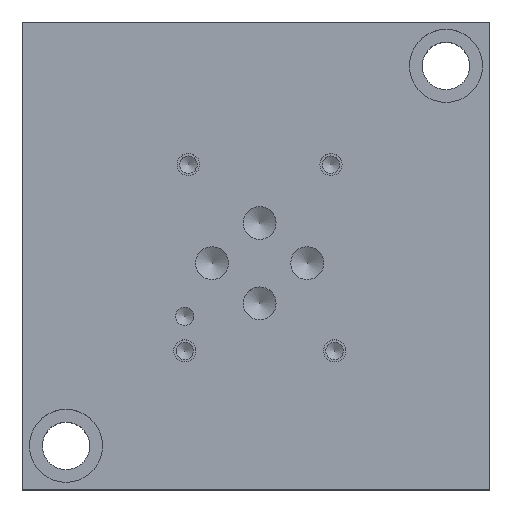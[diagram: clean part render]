
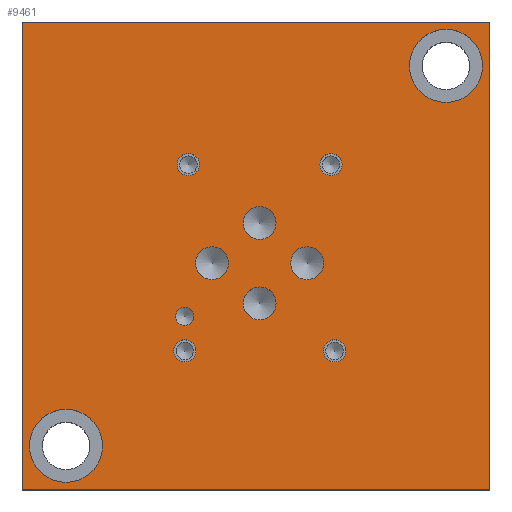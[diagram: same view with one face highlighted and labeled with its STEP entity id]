
A CAD part, top view. The second image highlights one B-rep face of the part: STEP entity #9461.
In plain terms, the highlighted planar face has unit normal (0, 0, 1).
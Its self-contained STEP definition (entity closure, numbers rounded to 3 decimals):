
#157=CIRCLE('',#9865,7.938);
#158=CIRCLE('',#9866,7.938);
#163=CIRCLE('',#9874,7.938);
#164=CIRCLE('',#9875,7.938);
#168=CIRCLE('',#9882,3.569);
#169=CIRCLE('',#9883,3.569);
#172=CIRCLE('',#9888,3.569);
#173=CIRCLE('',#9889,3.569);
#176=CIRCLE('',#9894,3.569);
#177=CIRCLE('',#9895,3.569);
#180=CIRCLE('',#9900,3.569);
#181=CIRCLE('',#9901,3.569);
#184=CIRCLE('',#9906,1.981);
#185=CIRCLE('',#9907,1.981);
#191=CIRCLE('',#9916,2.413);
#192=CIRCLE('',#9917,2.413);
#198=CIRCLE('',#9927,2.413);
#199=CIRCLE('',#9928,2.413);
#205=CIRCLE('',#9938,2.413);
#206=CIRCLE('',#9939,2.413);
#212=CIRCLE('',#9949,2.413);
#213=CIRCLE('',#9950,2.413);
#265=FACE_BOUND('',#1699,.T.);
#266=FACE_BOUND('',#1700,.T.);
#267=FACE_BOUND('',#1701,.T.);
#268=FACE_BOUND('',#1702,.T.);
#269=FACE_BOUND('',#1703,.T.);
#270=FACE_BOUND('',#1704,.T.);
#271=FACE_BOUND('',#1705,.T.);
#272=FACE_BOUND('',#1706,.T.);
#273=FACE_BOUND('',#1707,.T.);
#274=FACE_BOUND('',#1708,.T.);
#275=FACE_BOUND('',#1709,.T.);
#1167=FACE_OUTER_BOUND('',#1698,.T.);
#1698=EDGE_LOOP('',(#8281,#8282,#8283,#8284));
#1699=EDGE_LOOP('',(#8285,#8286));
#1700=EDGE_LOOP('',(#8287,#8288));
#1701=EDGE_LOOP('',(#8289,#8290));
#1702=EDGE_LOOP('',(#8291,#8292));
#1703=EDGE_LOOP('',(#8293,#8294));
#1704=EDGE_LOOP('',(#8295,#8296));
#1705=EDGE_LOOP('',(#8297,#8298));
#1706=EDGE_LOOP('',(#8299,#8300));
#1707=EDGE_LOOP('',(#8301,#8302));
#1708=EDGE_LOOP('',(#8303,#8304));
#1709=EDGE_LOOP('',(#8305,#8306));
#2026=LINE('',#14276,#2921);
#2506=LINE('',#15769,#3401);
#2542=LINE('',#15846,#3437);
#2607=LINE('',#16271,#3502);
#2921=VECTOR('',#10431,10.);
#3401=VECTOR('',#11253,10.);
#3437=VECTOR('',#11319,10.);
#3502=VECTOR('',#11810,10.);
#3855=VERTEX_POINT('',#14273);
#3856=VERTEX_POINT('',#14275);
#4218=VERTEX_POINT('',#15768);
#4244=VERTEX_POINT('',#15845);
#4326=VERTEX_POINT('',#16088);
#4327=VERTEX_POINT('',#16089);
#4332=VERTEX_POINT('',#16105);
#4333=VERTEX_POINT('',#16106);
#4338=VERTEX_POINT('',#16122);
#4339=VERTEX_POINT('',#16123);
#4343=VERTEX_POINT('',#16135);
#4344=VERTEX_POINT('',#16136);
#4348=VERTEX_POINT('',#16148);
#4349=VERTEX_POINT('',#16149);
#4353=VERTEX_POINT('',#16161);
#4354=VERTEX_POINT('',#16162);
#4358=VERTEX_POINT('',#16174);
#4359=VERTEX_POINT('',#16175);
#4366=VERTEX_POINT('',#16194);
#4367=VERTEX_POINT('',#16195);
#4374=VERTEX_POINT('',#16216);
#4375=VERTEX_POINT('',#16217);
#4382=VERTEX_POINT('',#16238);
#4383=VERTEX_POINT('',#16239);
#4390=VERTEX_POINT('',#16260);
#4391=VERTEX_POINT('',#16261);
#4919=EDGE_CURVE('',#3856,#3855,#2026,.T.);
#5461=EDGE_CURVE('',#4218,#3856,#2506,.T.);
#5499=EDGE_CURVE('',#4244,#4218,#2542,.T.);
#5614=EDGE_CURVE('',#4326,#4327,#157,.T.);
#5615=EDGE_CURVE('',#4327,#4326,#158,.T.);
#5622=EDGE_CURVE('',#4332,#4333,#163,.T.);
#5623=EDGE_CURVE('',#4333,#4332,#164,.T.);
#5630=EDGE_CURVE('',#4338,#4339,#168,.T.);
#5631=EDGE_CURVE('',#4339,#4338,#169,.T.);
#5636=EDGE_CURVE('',#4343,#4344,#172,.T.);
#5637=EDGE_CURVE('',#4344,#4343,#173,.T.);
#5642=EDGE_CURVE('',#4348,#4349,#176,.T.);
#5643=EDGE_CURVE('',#4349,#4348,#177,.T.);
#5648=EDGE_CURVE('',#4353,#4354,#180,.T.);
#5649=EDGE_CURVE('',#4354,#4353,#181,.T.);
#5654=EDGE_CURVE('',#4358,#4359,#184,.T.);
#5655=EDGE_CURVE('',#4359,#4358,#185,.T.);
#5663=EDGE_CURVE('',#4366,#4367,#191,.T.);
#5664=EDGE_CURVE('',#4367,#4366,#192,.T.);
#5673=EDGE_CURVE('',#4374,#4375,#198,.T.);
#5674=EDGE_CURVE('',#4375,#4374,#199,.T.);
#5683=EDGE_CURVE('',#4382,#4383,#205,.T.);
#5684=EDGE_CURVE('',#4383,#4382,#206,.T.);
#5693=EDGE_CURVE('',#4390,#4391,#212,.T.);
#5694=EDGE_CURVE('',#4391,#4390,#213,.T.);
#5698=EDGE_CURVE('',#3855,#4244,#2607,.T.);
#8281=ORIENTED_EDGE('',*,*,#4919,.T.);
#8282=ORIENTED_EDGE('',*,*,#5698,.T.);
#8283=ORIENTED_EDGE('',*,*,#5499,.T.);
#8284=ORIENTED_EDGE('',*,*,#5461,.T.);
#8285=ORIENTED_EDGE('',*,*,#5614,.T.);
#8286=ORIENTED_EDGE('',*,*,#5615,.T.);
#8287=ORIENTED_EDGE('',*,*,#5622,.T.);
#8288=ORIENTED_EDGE('',*,*,#5623,.T.);
#8289=ORIENTED_EDGE('',*,*,#5630,.T.);
#8290=ORIENTED_EDGE('',*,*,#5631,.T.);
#8291=ORIENTED_EDGE('',*,*,#5636,.T.);
#8292=ORIENTED_EDGE('',*,*,#5637,.T.);
#8293=ORIENTED_EDGE('',*,*,#5642,.T.);
#8294=ORIENTED_EDGE('',*,*,#5643,.T.);
#8295=ORIENTED_EDGE('',*,*,#5648,.T.);
#8296=ORIENTED_EDGE('',*,*,#5649,.T.);
#8297=ORIENTED_EDGE('',*,*,#5654,.T.);
#8298=ORIENTED_EDGE('',*,*,#5655,.T.);
#8299=ORIENTED_EDGE('',*,*,#5663,.T.);
#8300=ORIENTED_EDGE('',*,*,#5664,.T.);
#8301=ORIENTED_EDGE('',*,*,#5673,.T.);
#8302=ORIENTED_EDGE('',*,*,#5674,.T.);
#8303=ORIENTED_EDGE('',*,*,#5683,.T.);
#8304=ORIENTED_EDGE('',*,*,#5684,.T.);
#8305=ORIENTED_EDGE('',*,*,#5693,.T.);
#8306=ORIENTED_EDGE('',*,*,#5694,.T.);
#8592=PLANE('',#9956);
#9461=ADVANCED_FACE('',(#1167,#265,#266,#267,#268,#269,#270,#271,#272,#273,
#274,#275),#8592,.T.);
#9865=AXIS2_PLACEMENT_3D('',#16090,#11603,#11604);
#9866=AXIS2_PLACEMENT_3D('',#16091,#11605,#11606);
#9874=AXIS2_PLACEMENT_3D('',#16107,#11623,#11624);
#9875=AXIS2_PLACEMENT_3D('',#16108,#11625,#11626);
#9882=AXIS2_PLACEMENT_3D('',#16124,#11642,#11643);
#9883=AXIS2_PLACEMENT_3D('',#16125,#11644,#11645);
#9888=AXIS2_PLACEMENT_3D('',#16137,#11656,#11657);
#9889=AXIS2_PLACEMENT_3D('',#16138,#11658,#11659);
#9894=AXIS2_PLACEMENT_3D('',#16150,#11670,#11671);
#9895=AXIS2_PLACEMENT_3D('',#16151,#11672,#11673);
#9900=AXIS2_PLACEMENT_3D('',#16163,#11684,#11685);
#9901=AXIS2_PLACEMENT_3D('',#16164,#11686,#11687);
#9906=AXIS2_PLACEMENT_3D('',#16176,#11698,#11699);
#9907=AXIS2_PLACEMENT_3D('',#16177,#11700,#11701);
#9916=AXIS2_PLACEMENT_3D('',#16196,#11720,#11721);
#9917=AXIS2_PLACEMENT_3D('',#16197,#11722,#11723);
#9927=AXIS2_PLACEMENT_3D('',#16218,#11745,#11746);
#9928=AXIS2_PLACEMENT_3D('',#16219,#11747,#11748);
#9938=AXIS2_PLACEMENT_3D('',#16240,#11770,#11771);
#9939=AXIS2_PLACEMENT_3D('',#16241,#11772,#11773);
#9949=AXIS2_PLACEMENT_3D('',#16262,#11795,#11796);
#9950=AXIS2_PLACEMENT_3D('',#16263,#11797,#11798);
#9956=AXIS2_PLACEMENT_3D('',#16273,#11813,#11814);
#10431=DIRECTION('',(1.,0.,0.));
#11253=DIRECTION('',(0.,-1.,0.));
#11319=DIRECTION('',(-1.,0.,0.));
#11603=DIRECTION('center_axis',(0.,0.,-1.));
#11604=DIRECTION('ref_axis',(1.,0.,0.));
#11605=DIRECTION('center_axis',(0.,0.,-1.));
#11606=DIRECTION('ref_axis',(1.,0.,0.));
#11623=DIRECTION('center_axis',(0.,0.,-1.));
#11624=DIRECTION('ref_axis',(1.,0.,0.));
#11625=DIRECTION('center_axis',(0.,0.,-1.));
#11626=DIRECTION('ref_axis',(1.,0.,0.));
#11642=DIRECTION('center_axis',(0.,0.,-1.));
#11643=DIRECTION('ref_axis',(1.,0.,0.));
#11644=DIRECTION('center_axis',(0.,0.,-1.));
#11645=DIRECTION('ref_axis',(1.,0.,0.));
#11656=DIRECTION('center_axis',(0.,0.,-1.));
#11657=DIRECTION('ref_axis',(1.,0.,0.));
#11658=DIRECTION('center_axis',(0.,0.,-1.));
#11659=DIRECTION('ref_axis',(1.,0.,0.));
#11670=DIRECTION('center_axis',(0.,0.,-1.));
#11671=DIRECTION('ref_axis',(1.,0.,0.));
#11672=DIRECTION('center_axis',(0.,0.,-1.));
#11673=DIRECTION('ref_axis',(1.,0.,0.));
#11684=DIRECTION('center_axis',(0.,0.,-1.));
#11685=DIRECTION('ref_axis',(1.,0.,0.));
#11686=DIRECTION('center_axis',(0.,0.,-1.));
#11687=DIRECTION('ref_axis',(1.,0.,0.));
#11698=DIRECTION('center_axis',(0.,0.,-1.));
#11699=DIRECTION('ref_axis',(1.,0.,0.));
#11700=DIRECTION('center_axis',(0.,0.,-1.));
#11701=DIRECTION('ref_axis',(1.,0.,0.));
#11720=DIRECTION('center_axis',(0.,0.,-1.));
#11721=DIRECTION('ref_axis',(1.,0.,0.));
#11722=DIRECTION('center_axis',(0.,0.,-1.));
#11723=DIRECTION('ref_axis',(1.,0.,0.));
#11745=DIRECTION('center_axis',(0.,0.,-1.));
#11746=DIRECTION('ref_axis',(1.,0.,0.));
#11747=DIRECTION('center_axis',(0.,0.,-1.));
#11748=DIRECTION('ref_axis',(1.,0.,0.));
#11770=DIRECTION('center_axis',(0.,0.,-1.));
#11771=DIRECTION('ref_axis',(1.,0.,0.));
#11772=DIRECTION('center_axis',(0.,0.,-1.));
#11773=DIRECTION('ref_axis',(1.,0.,0.));
#11795=DIRECTION('center_axis',(0.,0.,-1.));
#11796=DIRECTION('ref_axis',(1.,0.,0.));
#11797=DIRECTION('center_axis',(0.,0.,-1.));
#11798=DIRECTION('ref_axis',(1.,0.,0.));
#11810=DIRECTION('',(0.,1.,0.));
#11813=DIRECTION('center_axis',(0.,0.,1.));
#11814=DIRECTION('ref_axis',(1.,0.,0.));
#14273=CARTESIAN_POINT('',(101.6,0.,44.45));
#14275=CARTESIAN_POINT('',(0.,0.,44.45));
#14276=CARTESIAN_POINT('',(0.,0.,44.45));
#15768=CARTESIAN_POINT('',(0.,101.6,44.45));
#15769=CARTESIAN_POINT('',(0.,101.6,44.45));
#15845=CARTESIAN_POINT('',(101.6,101.6,44.45));
#15846=CARTESIAN_POINT('',(101.6,101.6,44.45));
#16088=CARTESIAN_POINT('',(100.013,92.075,44.45));
#16089=CARTESIAN_POINT('',(84.138,92.075,44.45));
#16090=CARTESIAN_POINT('Origin',(92.075,92.075,44.45));
#16091=CARTESIAN_POINT('Origin',(92.075,92.075,44.45));
#16105=CARTESIAN_POINT('',(17.463,9.525,44.45));
#16106=CARTESIAN_POINT('',(1.588,9.525,44.45));
#16107=CARTESIAN_POINT('Origin',(9.525,9.525,44.45));
#16108=CARTESIAN_POINT('Origin',(9.525,9.525,44.45));
#16122=CARTESIAN_POINT('',(55.156,57.937,44.45));
#16123=CARTESIAN_POINT('',(48.019,57.937,44.45));
#16124=CARTESIAN_POINT('Origin',(51.587,57.937,44.45));
#16125=CARTESIAN_POINT('Origin',(51.587,57.937,44.45));
#16135=CARTESIAN_POINT('',(44.844,49.2,44.45));
#16136=CARTESIAN_POINT('',(37.706,49.2,44.45));
#16137=CARTESIAN_POINT('Origin',(41.275,49.2,44.45));
#16138=CARTESIAN_POINT('Origin',(41.275,49.2,44.45));
#16148=CARTESIAN_POINT('',(65.494,49.2,44.45));
#16149=CARTESIAN_POINT('',(58.357,49.2,44.45));
#16150=CARTESIAN_POINT('Origin',(61.925,49.2,44.45));
#16151=CARTESIAN_POINT('Origin',(61.925,49.2,44.45));
#16161=CARTESIAN_POINT('',(55.156,40.462,44.45));
#16162=CARTESIAN_POINT('',(48.019,40.462,44.45));
#16163=CARTESIAN_POINT('Origin',(51.587,40.462,44.45));
#16164=CARTESIAN_POINT('Origin',(51.587,40.462,44.45));
#16174=CARTESIAN_POINT('',(37.313,37.643,44.45));
#16175=CARTESIAN_POINT('',(33.35,37.643,44.45));
#16176=CARTESIAN_POINT('Origin',(35.331,37.643,44.45));
#16177=CARTESIAN_POINT('Origin',(35.331,37.643,44.45));
#16194=CARTESIAN_POINT('',(70.282,30.15,44.45));
#16195=CARTESIAN_POINT('',(65.456,30.15,44.45));
#16196=CARTESIAN_POINT('Origin',(67.869,30.15,44.45));
#16197=CARTESIAN_POINT('Origin',(67.869,30.15,44.45));
#16216=CARTESIAN_POINT('',(38.532,70.637,44.45));
#16217=CARTESIAN_POINT('',(33.706,70.637,44.45));
#16218=CARTESIAN_POINT('Origin',(36.119,70.637,44.45));
#16219=CARTESIAN_POINT('Origin',(36.119,70.637,44.45));
#16238=CARTESIAN_POINT('',(69.494,70.637,44.45));
#16239=CARTESIAN_POINT('',(64.668,70.637,44.45));
#16240=CARTESIAN_POINT('Origin',(67.081,70.637,44.45));
#16241=CARTESIAN_POINT('Origin',(67.081,70.637,44.45));
#16260=CARTESIAN_POINT('',(37.744,30.15,44.45));
#16261=CARTESIAN_POINT('',(32.918,30.15,44.45));
#16262=CARTESIAN_POINT('Origin',(35.331,30.15,44.45));
#16263=CARTESIAN_POINT('Origin',(35.331,30.15,44.45));
#16271=CARTESIAN_POINT('',(101.6,0.,44.45));
#16273=CARTESIAN_POINT('Origin',(50.8,50.8,44.45));
